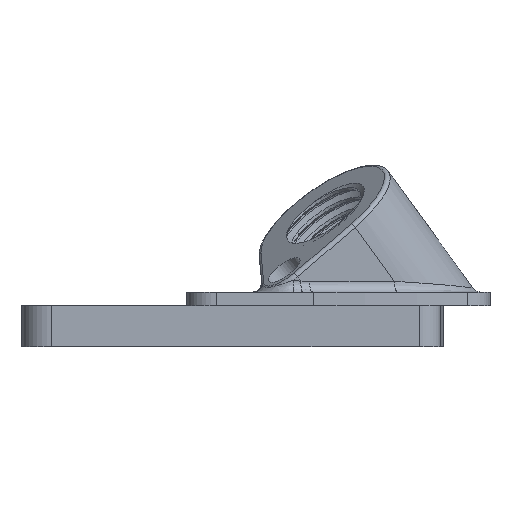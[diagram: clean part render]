
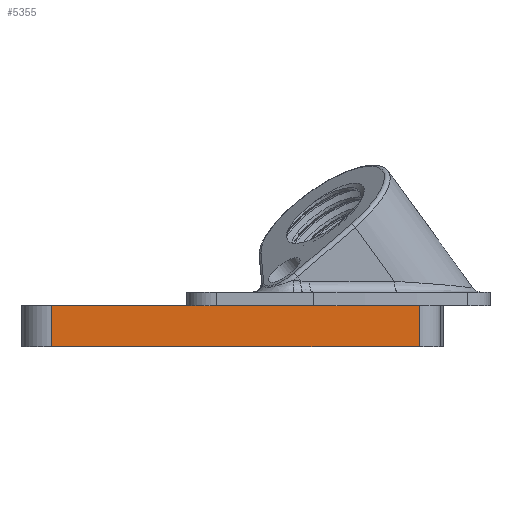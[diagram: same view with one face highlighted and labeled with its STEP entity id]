
A CAD part, left-side view. The second image highlights one B-rep face of the part: STEP entity #5355.
In plain terms, the highlighted planar face has unit normal (-1, 0, 0).
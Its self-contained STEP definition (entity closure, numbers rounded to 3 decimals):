
#1971 = PLANE('',#1972);
#1972 = AXIS2_PLACEMENT_3D('',#1973,#1974,#1975);
#1973 = CARTESIAN_POINT('',(0.,0.,-1.6));
#1974 = DIRECTION('',(0.,0.,1.));
#1975 = DIRECTION('',(1.,0.,0.));
#2434 = VERTEX_POINT('',#2435);
#2435 = CARTESIAN_POINT('',(-72.8,18.4,-1.6));
#2449 = PLANE('',#2450);
#2450 = AXIS2_PLACEMENT_3D('',#2451,#2452,#2453);
#2451 = CARTESIAN_POINT('',(0.,12.8,-1.6));
#2452 = DIRECTION('',(0.,0.,-1.));
#2453 = DIRECTION('',(-1.,0.,0.));
#4034 = EDGE_CURVE('',#2434,#4035,#4037,.T.);
#4035 = VERTEX_POINT('',#4036);
#4036 = CARTESIAN_POINT('',(-72.8,-9.8,-1.6));
#4037 = SURFACE_CURVE('',#4038,(#4042,#4049),.PCURVE_S1.);
#4038 = LINE('',#4039,#4040);
#4039 = CARTESIAN_POINT('',(-72.8,-4.9,-1.6));
#4040 = VECTOR('',#4041,1.);
#4041 = DIRECTION('',(0.,-1.,0.));
#4042 = PCURVE('',#1971,#4043);
#4043 = DEFINITIONAL_REPRESENTATION('',(#4044),#4048);
#4044 = LINE('',#4045,#4046);
#4045 = CARTESIAN_POINT('',(-72.8,-4.9));
#4046 = VECTOR('',#4047,1.);
#4047 = DIRECTION('',(0.,-1.));
#4048 = ( GEOMETRIC_REPRESENTATION_CONTEXT(2) 
PARAMETRIC_REPRESENTATION_CONTEXT() REPRESENTATION_CONTEXT('2D SPACE',''
  ) );
#4049 = PCURVE('',#4050,#4055);
#4050 = PLANE('',#4051);
#4051 = AXIS2_PLACEMENT_3D('',#4052,#4053,#4054);
#4052 = CARTESIAN_POINT('',(-72.8,-9.8,-1.6));
#4053 = DIRECTION('',(-1.,0.,0.));
#4054 = DIRECTION('',(0.,1.,0.));
#4055 = DEFINITIONAL_REPRESENTATION('',(#4056),#4060);
#4056 = LINE('',#4057,#4058);
#4057 = CARTESIAN_POINT('',(4.9,0.));
#4058 = VECTOR('',#4059,1.);
#4059 = DIRECTION('',(-1.,0.));
#4060 = ( GEOMETRIC_REPRESENTATION_CONTEXT(2) 
PARAMETRIC_REPRESENTATION_CONTEXT() REPRESENTATION_CONTEXT('2D SPACE',''
  ) );
#4079 = CYLINDRICAL_SURFACE('',#4080,2.6);
#4080 = AXIS2_PLACEMENT_3D('',#4081,#4082,#4083);
#4081 = CARTESIAN_POINT('',(-70.2,-9.8,-1.6));
#4082 = DIRECTION('',(0.,0.,-1.));
#4083 = DIRECTION('',(0.,-1.,0.));
#4605 = VERTEX_POINT('',#4606);
#4606 = CARTESIAN_POINT('',(-72.8,34.8,-1.6));
#4621 = CYLINDRICAL_SURFACE('',#4622,3.6);
#4622 = AXIS2_PLACEMENT_3D('',#4623,#4624,#4625);
#4623 = CARTESIAN_POINT('',(-69.2,34.8,-1.6));
#4624 = DIRECTION('',(0.,0.,-1.));
#4625 = DIRECTION('',(-1.,0.,0.));
#4633 = EDGE_CURVE('',#2434,#4605,#4634,.T.);
#4634 = SURFACE_CURVE('',#4635,(#4639,#4646),.PCURVE_S1.);
#4635 = LINE('',#4636,#4637);
#4636 = CARTESIAN_POINT('',(-72.8,-9.8,-1.6));
#4637 = VECTOR('',#4638,1.);
#4638 = DIRECTION('',(0.,1.,0.));
#4639 = PCURVE('',#2449,#4640);
#4640 = DEFINITIONAL_REPRESENTATION('',(#4641),#4645);
#4641 = LINE('',#4642,#4643);
#4642 = CARTESIAN_POINT('',(72.8,-22.6));
#4643 = VECTOR('',#4644,1.);
#4644 = DIRECTION('',(0.,1.));
#4645 = ( GEOMETRIC_REPRESENTATION_CONTEXT(2) 
PARAMETRIC_REPRESENTATION_CONTEXT() REPRESENTATION_CONTEXT('2D SPACE',''
  ) );
#4646 = PCURVE('',#4050,#4647);
#4647 = DEFINITIONAL_REPRESENTATION('',(#4648),#4652);
#4648 = LINE('',#4649,#4650);
#4649 = CARTESIAN_POINT('',(0.,0.));
#4650 = VECTOR('',#4651,1.);
#4651 = DIRECTION('',(1.,0.));
#4652 = ( GEOMETRIC_REPRESENTATION_CONTEXT(2) 
PARAMETRIC_REPRESENTATION_CONTEXT() REPRESENTATION_CONTEXT('2D SPACE',''
  ) );
#5355 = ADVANCED_FACE('',(#5356),#4050,.T.);
#5356 = FACE_BOUND('',#5357,.T.);
#5357 = EDGE_LOOP('',(#5358,#5359,#5360,#5383,#5411));
#5358 = ORIENTED_EDGE('',*,*,#4034,.F.);
#5359 = ORIENTED_EDGE('',*,*,#4633,.T.);
#5360 = ORIENTED_EDGE('',*,*,#5361,.T.);
#5361 = EDGE_CURVE('',#4605,#5362,#5364,.T.);
#5362 = VERTEX_POINT('',#5363);
#5363 = CARTESIAN_POINT('',(-72.8,34.8,-6.6));
#5364 = SURFACE_CURVE('',#5365,(#5369,#5376),.PCURVE_S1.);
#5365 = LINE('',#5366,#5367);
#5366 = CARTESIAN_POINT('',(-72.8,34.8,-1.6));
#5367 = VECTOR('',#5368,1.);
#5368 = DIRECTION('',(0.,0.,-1.));
#5369 = PCURVE('',#4050,#5370);
#5370 = DEFINITIONAL_REPRESENTATION('',(#5371),#5375);
#5371 = LINE('',#5372,#5373);
#5372 = CARTESIAN_POINT('',(44.6,0.));
#5373 = VECTOR('',#5374,1.);
#5374 = DIRECTION('',(0.,1.));
#5375 = ( GEOMETRIC_REPRESENTATION_CONTEXT(2) 
PARAMETRIC_REPRESENTATION_CONTEXT() REPRESENTATION_CONTEXT('2D SPACE',''
  ) );
#5376 = PCURVE('',#4621,#5377);
#5377 = DEFINITIONAL_REPRESENTATION('',(#5378),#5382);
#5378 = LINE('',#5379,#5380);
#5379 = CARTESIAN_POINT('',(0.,0.));
#5380 = VECTOR('',#5381,1.);
#5381 = DIRECTION('',(0.,1.));
#5382 = ( GEOMETRIC_REPRESENTATION_CONTEXT(2) 
PARAMETRIC_REPRESENTATION_CONTEXT() REPRESENTATION_CONTEXT('2D SPACE',''
  ) );
#5383 = ORIENTED_EDGE('',*,*,#5384,.F.);
#5384 = EDGE_CURVE('',#5385,#5362,#5387,.T.);
#5385 = VERTEX_POINT('',#5386);
#5386 = CARTESIAN_POINT('',(-72.8,-9.8,-6.6));
#5387 = SURFACE_CURVE('',#5388,(#5392,#5399),.PCURVE_S1.);
#5388 = LINE('',#5389,#5390);
#5389 = CARTESIAN_POINT('',(-72.8,-9.8,-6.6));
#5390 = VECTOR('',#5391,1.);
#5391 = DIRECTION('',(0.,1.,0.));
#5392 = PCURVE('',#4050,#5393);
#5393 = DEFINITIONAL_REPRESENTATION('',(#5394),#5398);
#5394 = LINE('',#5395,#5396);
#5395 = CARTESIAN_POINT('',(0.,5.));
#5396 = VECTOR('',#5397,1.);
#5397 = DIRECTION('',(1.,0.));
#5398 = ( GEOMETRIC_REPRESENTATION_CONTEXT(2) 
PARAMETRIC_REPRESENTATION_CONTEXT() REPRESENTATION_CONTEXT('2D SPACE',''
  ) );
#5399 = PCURVE('',#5400,#5405);
#5400 = PLANE('',#5401);
#5401 = AXIS2_PLACEMENT_3D('',#5402,#5403,#5404);
#5402 = CARTESIAN_POINT('',(0.,12.8,-6.6));
#5403 = DIRECTION('',(0.,0.,-1.));
#5404 = DIRECTION('',(-1.,0.,0.));
#5405 = DEFINITIONAL_REPRESENTATION('',(#5406),#5410);
#5406 = LINE('',#5407,#5408);
#5407 = CARTESIAN_POINT('',(72.8,-22.6));
#5408 = VECTOR('',#5409,1.);
#5409 = DIRECTION('',(0.,1.));
#5410 = ( GEOMETRIC_REPRESENTATION_CONTEXT(2) 
PARAMETRIC_REPRESENTATION_CONTEXT() REPRESENTATION_CONTEXT('2D SPACE',''
  ) );
#5411 = ORIENTED_EDGE('',*,*,#5412,.F.);
#5412 = EDGE_CURVE('',#4035,#5385,#5413,.T.);
#5413 = SURFACE_CURVE('',#5414,(#5418,#5425),.PCURVE_S1.);
#5414 = LINE('',#5415,#5416);
#5415 = CARTESIAN_POINT('',(-72.8,-9.8,-1.6));
#5416 = VECTOR('',#5417,1.);
#5417 = DIRECTION('',(0.,0.,-1.));
#5418 = PCURVE('',#4050,#5419);
#5419 = DEFINITIONAL_REPRESENTATION('',(#5420),#5424);
#5420 = LINE('',#5421,#5422);
#5421 = CARTESIAN_POINT('',(0.,0.));
#5422 = VECTOR('',#5423,1.);
#5423 = DIRECTION('',(0.,1.));
#5424 = ( GEOMETRIC_REPRESENTATION_CONTEXT(2) 
PARAMETRIC_REPRESENTATION_CONTEXT() REPRESENTATION_CONTEXT('2D SPACE',''
  ) );
#5425 = PCURVE('',#4079,#5426);
#5426 = DEFINITIONAL_REPRESENTATION('',(#5427),#5431);
#5427 = LINE('',#5428,#5429);
#5428 = CARTESIAN_POINT('',(1.571,0.));
#5429 = VECTOR('',#5430,1.);
#5430 = DIRECTION('',(0.,1.));
#5431 = ( GEOMETRIC_REPRESENTATION_CONTEXT(2) 
PARAMETRIC_REPRESENTATION_CONTEXT() REPRESENTATION_CONTEXT('2D SPACE',''
  ) );
